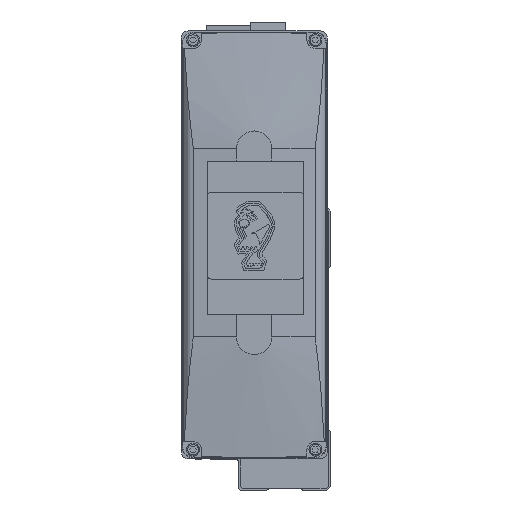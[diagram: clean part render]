
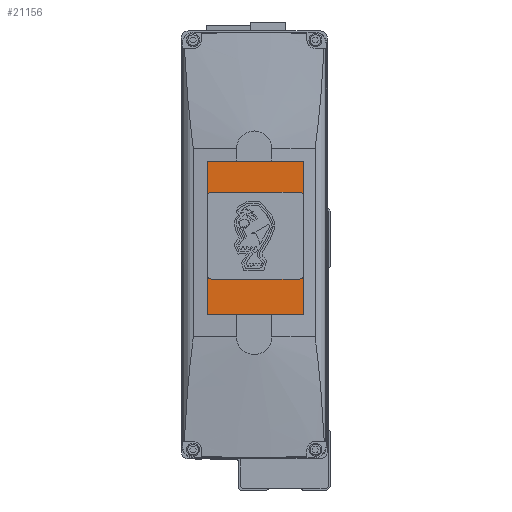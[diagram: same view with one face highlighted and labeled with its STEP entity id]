
A CAD part, left-side view. The second image highlights one B-rep face of the part: STEP entity #21156.
In plain terms, the highlighted planar face has unit normal (-1, 0, 0).
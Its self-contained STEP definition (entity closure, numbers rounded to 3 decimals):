
#435 = VECTOR ( 'NONE', #32055, 1000. ) ;
#551 = LINE ( 'NONE', #10684, #1134 ) ;
#1134 = VECTOR ( 'NONE', #24589, 1000. ) ;
#1275 = CARTESIAN_POINT ( 'NONE',  ( -43., 0., 0. ) ) ;
#1429 = DIRECTION ( 'NONE',  ( 1., 0., 0. ) ) ;
#2333 = CARTESIAN_POINT ( 'NONE',  ( -43., -21.024, 14.734 ) ) ;
#3338 = VECTOR ( 'NONE', #4949, 1000. ) ;
#4075 = DIRECTION ( 'NONE',  ( 0., 0., -1. ) ) ;
#4277 = CARTESIAN_POINT ( 'NONE',  ( -43., 19.976, 14.734 ) ) ;
#4949 = DIRECTION ( 'NONE',  ( 0., 0., -1. ) ) ;
#7423 = LINE ( 'NONE', #4277, #3338 ) ;
#8885 = FACE_OUTER_BOUND ( 'NONE', #30828, .T. ) ;
#9383 = PLANE ( 'NONE',  #27650 ) ;
#10684 = CARTESIAN_POINT ( 'NONE',  ( -43., -21.024, 14.734 ) ) ;
#11696 = CARTESIAN_POINT ( 'NONE',  ( -43., 19.976, 14.734 ) ) ;
#11802 = EDGE_CURVE ( 'NONE', #27383, #19587, #19907, .T. ) ;
#12492 = ORIENTED_EDGE ( 'NONE', *, *, #11802, .T. ) ;
#14015 = VERTEX_POINT ( 'NONE', #32846 ) ;
#14350 = VERTEX_POINT ( 'NONE', #11696 ) ;
#15009 = LINE ( 'NONE', #17660, #24398 ) ;
#17531 = CARTESIAN_POINT ( 'NONE',  ( -43., -21.024, 79.734 ) ) ;
#17660 = CARTESIAN_POINT ( 'NONE',  ( -43., -21.024, 79.734 ) ) ;
#18906 = EDGE_CURVE ( 'NONE', #19587, #14015, #15009, .T. ) ;
#19587 = VERTEX_POINT ( 'NONE', #17531 ) ;
#19907 = LINE ( 'NONE', #21891, #435 ) ;
#21156 = ADVANCED_FACE ( 'NONE', ( #8885 ), #9383, .F. ) ;
#21891 = CARTESIAN_POINT ( 'NONE',  ( -43., -21.024, 14.734 ) ) ;
#22351 = ORIENTED_EDGE ( 'NONE', *, *, #28835, .T. ) ;
#22528 = EDGE_CURVE ( 'NONE', #14015, #14350, #7423, .T. ) ;
#23703 = ORIENTED_EDGE ( 'NONE', *, *, #22528, .T. ) ;
#24398 = VECTOR ( 'NONE', #30493, 1000. ) ;
#24589 = DIRECTION ( 'NONE',  ( 0., -1., 0. ) ) ;
#27383 = VERTEX_POINT ( 'NONE', #2333 ) ;
#27650 = AXIS2_PLACEMENT_3D ( 'NONE', #1275, #1429, #4075 ) ;
#28284 = ORIENTED_EDGE ( 'NONE', *, *, #18906, .T. ) ;
#28835 = EDGE_CURVE ( 'NONE', #14350, #27383, #551, .T. ) ;
#30493 = DIRECTION ( 'NONE',  ( 0., 1., 0. ) ) ;
#30828 = EDGE_LOOP ( 'NONE', ( #28284, #23703, #22351, #12492 ) ) ;
#32055 = DIRECTION ( 'NONE',  ( 0., 0., 1. ) ) ;
#32846 = CARTESIAN_POINT ( 'NONE',  ( -43., 19.976, 79.734 ) ) ;
